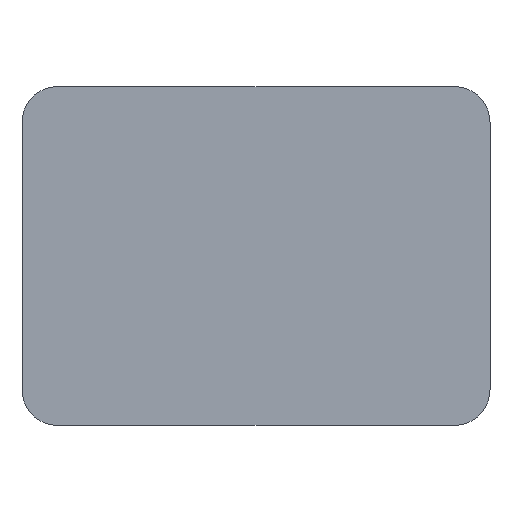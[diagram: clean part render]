
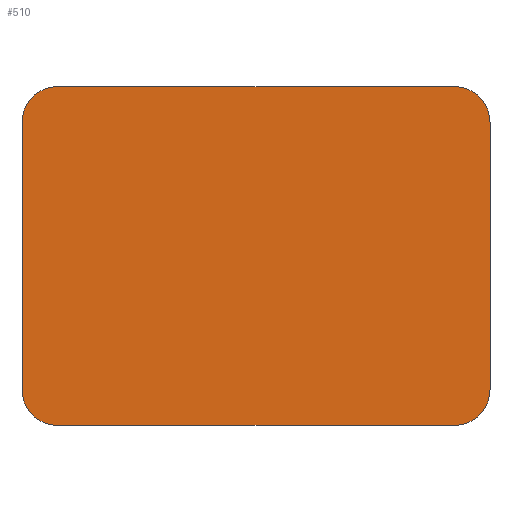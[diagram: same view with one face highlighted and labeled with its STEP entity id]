
A CAD part, front view. The second image highlights one B-rep face of the part: STEP entity #510.
In plain terms, the highlighted planar face has unit normal (0, -1, 0).
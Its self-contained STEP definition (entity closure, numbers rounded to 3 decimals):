
#35=CIRCLE('',#556,5.8);
#36=CIRCLE('',#558,5.8);
#37=CIRCLE('',#561,5.8);
#38=CIRCLE('',#564,5.8);
#64=FACE_OUTER_BOUND('',#90,.T.);
#90=EDGE_LOOP('',(#459,#460,#461,#462,#463,#464,#465,#466));
#113=LINE('',#758,#169);
#140=LINE('',#839,#196);
#143=LINE('',#847,#199);
#146=LINE('',#854,#202);
#169=VECTOR('',#605,10.);
#196=VECTOR('',#688,10.);
#199=VECTOR('',#697,10.);
#202=VECTOR('',#706,10.);
#220=VERTEX_POINT('',#755);
#221=VERTEX_POINT('',#757);
#245=VERTEX_POINT('',#830);
#246=VERTEX_POINT('',#834);
#247=VERTEX_POINT('',#838);
#248=VERTEX_POINT('',#842);
#249=VERTEX_POINT('',#846);
#250=VERTEX_POINT('',#850);
#273=EDGE_CURVE('',#221,#220,#113,.T.);
#310=EDGE_CURVE('',#220,#245,#35,.T.);
#312=EDGE_CURVE('',#246,#221,#36,.T.);
#314=EDGE_CURVE('',#247,#246,#140,.T.);
#316=EDGE_CURVE('',#248,#247,#37,.T.);
#318=EDGE_CURVE('',#249,#248,#143,.T.);
#320=EDGE_CURVE('',#250,#249,#38,.T.);
#322=EDGE_CURVE('',#245,#250,#146,.T.);
#459=ORIENTED_EDGE('',*,*,#314,.T.);
#460=ORIENTED_EDGE('',*,*,#312,.T.);
#461=ORIENTED_EDGE('',*,*,#273,.T.);
#462=ORIENTED_EDGE('',*,*,#310,.T.);
#463=ORIENTED_EDGE('',*,*,#322,.T.);
#464=ORIENTED_EDGE('',*,*,#320,.T.);
#465=ORIENTED_EDGE('',*,*,#318,.T.);
#466=ORIENTED_EDGE('',*,*,#316,.T.);
#484=PLANE('',#566);
#510=ADVANCED_FACE('',(#64),#484,.F.);
#556=AXIS2_PLACEMENT_3D('',#831,#678,#679);
#558=AXIS2_PLACEMENT_3D('',#835,#683,#684);
#561=AXIS2_PLACEMENT_3D('',#843,#692,#693);
#564=AXIS2_PLACEMENT_3D('',#851,#701,#702);
#566=AXIS2_PLACEMENT_3D('',#855,#707,#708);
#605=DIRECTION('',(0.,0.,1.));
#678=DIRECTION('center_axis',(0.,-1.,0.));
#679=DIRECTION('ref_axis',(0.,0.,1.));
#683=DIRECTION('center_axis',(0.,-1.,0.));
#684=DIRECTION('ref_axis',(1.,0.,0.));
#688=DIRECTION('',(1.,0.,0.));
#692=DIRECTION('center_axis',(0.,-1.,0.));
#693=DIRECTION('ref_axis',(0.,0.,-1.));
#697=DIRECTION('',(0.,0.,-1.));
#701=DIRECTION('center_axis',(0.,-1.,0.));
#702=DIRECTION('ref_axis',(-1.,0.,0.));
#706=DIRECTION('',(-1.,0.,0.));
#707=DIRECTION('center_axis',(0.,1.,0.));
#708=DIRECTION('ref_axis',(0.,0.,1.));
#755=CARTESIAN_POINT('',(38.05,-22.,21.75));
#757=CARTESIAN_POINT('',(38.05,-22.,-21.75));
#758=CARTESIAN_POINT('',(38.05,-22.,-10.875));
#830=CARTESIAN_POINT('',(32.25,-22.,27.55));
#831=CARTESIAN_POINT('Origin',(32.25,-22.,21.75));
#834=CARTESIAN_POINT('',(32.25,-22.,-27.55));
#835=CARTESIAN_POINT('Origin',(32.25,-22.,-21.75));
#838=CARTESIAN_POINT('',(-32.25,-22.,-27.55));
#839=CARTESIAN_POINT('',(-16.125,-22.,-27.55));
#842=CARTESIAN_POINT('',(-38.05,-22.,-21.75));
#843=CARTESIAN_POINT('Origin',(-32.25,-22.,-21.75));
#846=CARTESIAN_POINT('',(-38.05,-22.,21.75));
#847=CARTESIAN_POINT('',(-38.05,-22.,10.875));
#850=CARTESIAN_POINT('',(-32.25,-22.,27.55));
#851=CARTESIAN_POINT('Origin',(-32.25,-22.,21.75));
#854=CARTESIAN_POINT('',(16.125,-22.,27.55));
#855=CARTESIAN_POINT('Origin',(0.,-22.,0.));
